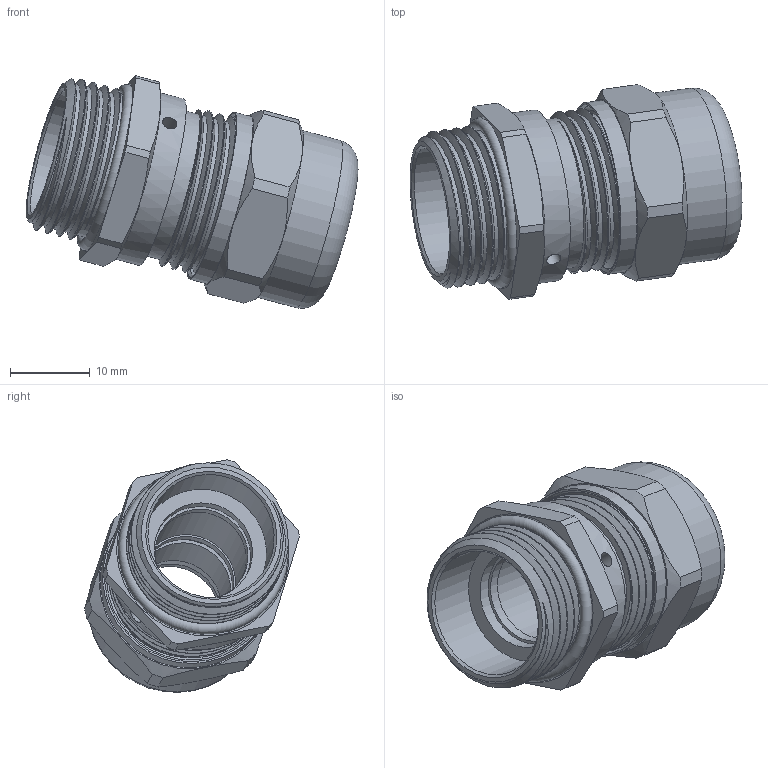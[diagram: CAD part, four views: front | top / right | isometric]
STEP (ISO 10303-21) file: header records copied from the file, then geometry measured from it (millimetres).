
FILE_DESCRIPTION(/* description */ ('DAE-KV M 20x1,5, KB: 6-11 mm'),/* implementation_level */ '2;1');
FILE_NAME(/* name */ '60087520-RST.stp',/* time_stamp */ '2020-03-31T14:54:33+02:00',/* author */ ('sl'),/* organization */ (''),/* preprocessor_version */ 'ST-DEVELOPER v16.5',/* originating_system */ 'Autodesk Inventor 2017',/* authorisation */ '');
FILE_SCHEMA (('AUTOMOTIVE_DESIGN { 1 0 10303 214 3 1 1 }'));
Length unit declared in the file: millimetre
Products named in the file (9): 60087520; 60087520_1; 60087520_2; 60087520_3; 60087520_4; 60087520_5; 60087520_6; 60087517; 60087520_7
Assembly tree (9 placements, depth 2):
  60087520
    60087520_1
    60087520_2
    60087520_3
    60087520_5  x2
    60087520_4
    60087520_6
    60087517
    60087520_7
Bounding box: 41.59 x 26.92 x 29.15 mm (x, y, z)
Volume: 6959 mm3; surface area: 11942.4 mm2
Topology: 9 solids, 9 shells, 407 faces, 970 edges, 587 vertices
Faces by surface type: cylinder 145, plane 128, torus 51, bspline 35, cone 34, sphere 14
Full cylindrical faces by diameter (mm): 1.86 x2, 11.74 x2, 11.79 x1, 12.14 x1, 12.22 x1, 12.42 x1, 12.64 x1, 14.15 x3, 14.55 x4, 14.7 x1, 14.9 x2, 15.1 x1, 15.47 x1, 15.96 x1, 15.97 x1, 16.9 x1, 17.11 x1, 18.278 x4, 18.838 x3, 19.11 x7, 19.13 x1, 20.632 x7, 21.61 x1, 21.69 x2
Entity records: 15647 total; most frequent: CARTESIAN_POINT 6872, DIRECTION 1903, ORIENTED_EDGE 1682, EDGE_CURVE 841, AXIS2_PLACEMENT_3D 814, VERTEX_POINT 530, EDGE_LOOP 455, CIRCLE 449
